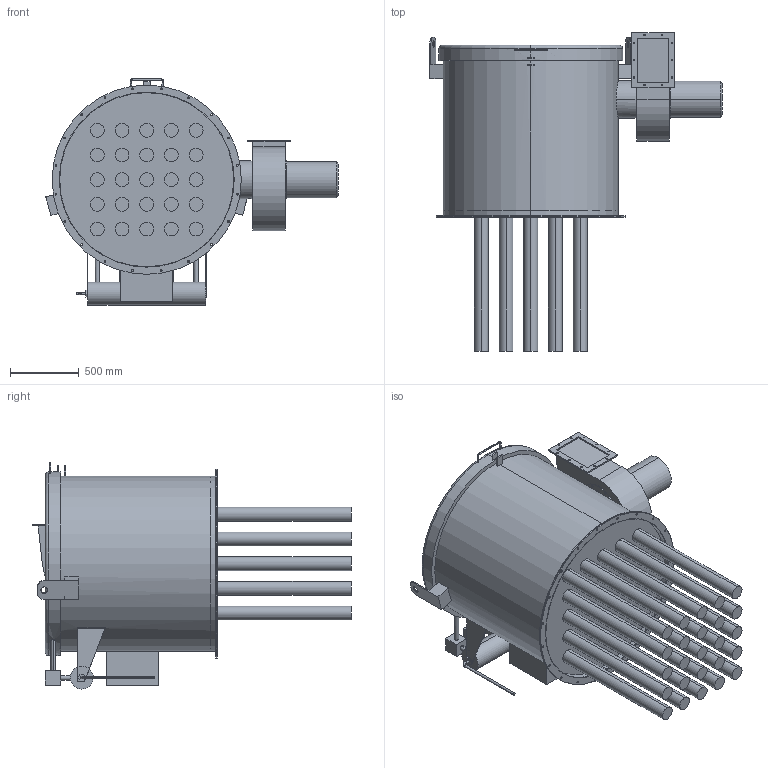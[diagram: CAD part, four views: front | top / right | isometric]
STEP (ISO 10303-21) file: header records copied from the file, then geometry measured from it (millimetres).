
FILE_DESCRIPTION (( 'STEP AP203' ), '1' );
FILE_NAME ('EMJET20 with fan(emjet10 frame).STEP', '2022-08-02T06:07:41', ( '' ), ( '' ), 'SwSTEP 2.0', 'SolidWorks 2017', '' );
FILE_SCHEMA (( 'CONFIG_CONTROL_DESIGN' ));
Length unit declared in the file: millimetre
Products named in the file (1): EMJET20 with fan(emjet10 frame)
Bounding box: 2131.45 x 2325.01 x 1649.71 mm (x, y, z)
Volume: 1951014532.6 mm3; surface area: 21134426.8 mm2
Topology: 4 solids, 6 shells, 391 faces, 951 edges, 626 vertices
Faces by surface type: cylinder 233, plane 148, torus 8, cone 2
Entity records: 13260 total; most frequent: CARTESIAN_POINT 3333, DIRECTION 2179, ORIENTED_EDGE 1902, EDGE_CURVE 951, AXIS2_PLACEMENT_3D 864, VERTEX_POINT 626, EDGE_LOOP 565, CIRCLE 472
